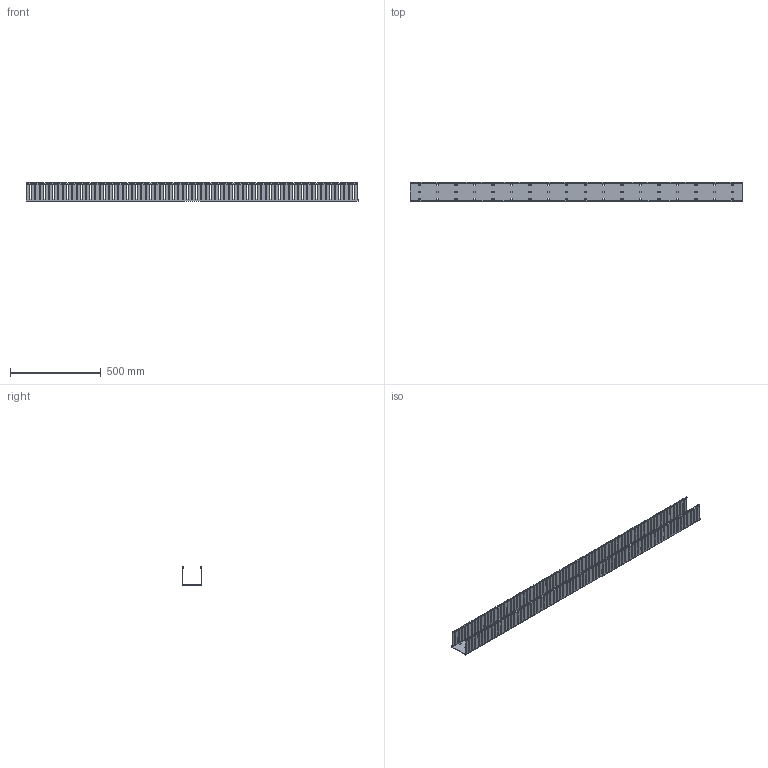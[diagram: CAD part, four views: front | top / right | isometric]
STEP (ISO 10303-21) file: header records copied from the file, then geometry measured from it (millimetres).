
FILE_DESCRIPTION(/* description */ (''),/* implementation_level */ '2;1');
FILE_NAME(/* name */ 'G4X4LG6.stp',/* time_stamp */ '2020-09-28T13:00:52-05:00',/* author */ (''),/* organization */ (''),/* preprocessor_version */ 'ST-DEVELOPER v16',/* originating_system */ 'SIEMENS PLM Software NX 11.0',/* authorisation */ '');
FILE_SCHEMA (('AP203_CONFIGURATION_CONTROLLED_3D_DESIGN_OF_MECHANICAL_PARTS_AND_ASSEMBLIES_MIM_LF { 1 0 10303 403 2 1 2}'));
Products named in the file (1): BWG376088AFdqp4
Bounding box: 1828.8 x 108.23 x 101.57 mm (x, y, z)
Volume: 1237801.6 mm3; surface area: 1028056.2 mm2
Topology: 1 solids, 1 shells, 4264 faces, 12786 edges, 8524 vertices
Faces by surface type: cylinder 2270, plane 1994
Entity records: 152882 total; most frequent: CARTESIAN_POINT 34647, ORIENTED_EDGE 25572, DIRECTION 24992, EDGE_CURVE 12786, AXIS2_PLACEMENT_3D 8805, VERTEX_POINT 8524, LINE 7382, VECTOR 7382
